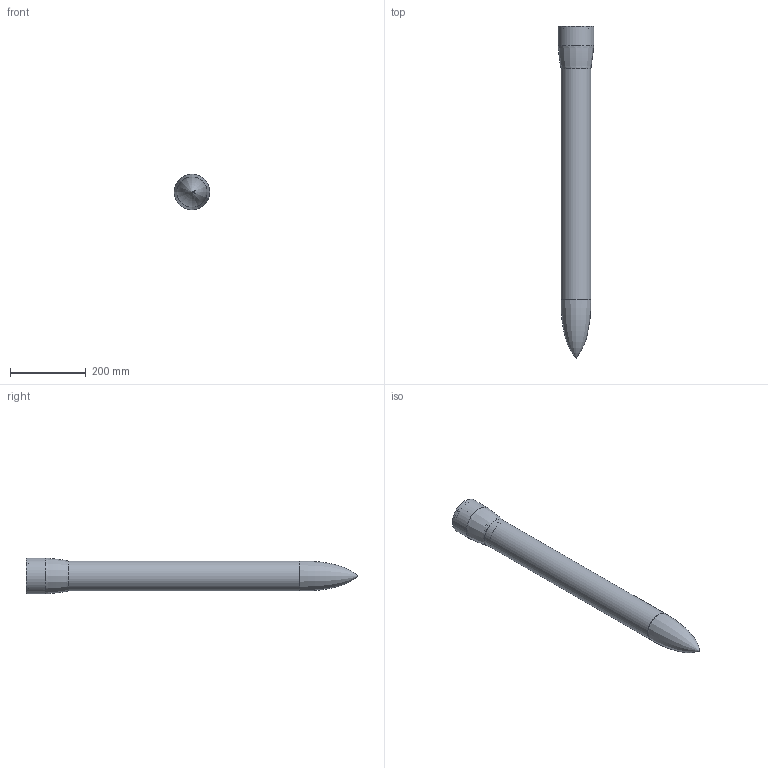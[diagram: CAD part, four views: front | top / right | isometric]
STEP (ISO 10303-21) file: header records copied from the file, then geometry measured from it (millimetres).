
FILE_DESCRIPTION(/* description */ (''),/* implementation_level */ '2;1');
FILE_NAME(/* name */ 'Rocket New attachment with lids.step',/* time_stamp */ '2024-07-18T17:30:49-07:00',/* author */ (''),/* organization */ (''),/* preprocessor_version */ 'ST-DEVELOPER v20',/* originating_system */ 'Autodesk Translation Framework v13.14.0.145',/* authorisation */ '');
FILE_SCHEMA (('AUTOMOTIVE_DESIGN { 1 0 10303 214 3 1 1 }'));
Length unit declared in the file: millimetre
Products named in the file (2): Configuration 1; New attachment with lids
Assembly tree (1 placements, depth 2):
  Configuration 1
    New attachment with lids
Bounding box: 94 x 876.96 x 94 mm (x, y, z)
Volume: 866933.2 mm3; surface area: 426390.1 mm2
Topology: 2 solids, 2 shells, 107 faces, 299 edges, 203 vertices
Faces by surface type: plane 74, cylinder 30, bspline 3
Full cylindrical faces by diameter (mm): 1.956 x4, 2 x4, 71.12 x1, 71.551 x1, 76.551 x2, 76.619 x1, 79 x1, 86.36 x2, 88.9 x1, 89.9 x1, 93.98 x1
Entity records: 4949 total; most frequent: CARTESIAN_POINT 2105, ORIENTED_EDGE 596, DIRECTION 537, EDGE_CURVE 298, VERTEX_POINT 203, LINE 199, VECTOR 199, AXIS2_PLACEMENT_3D 169
